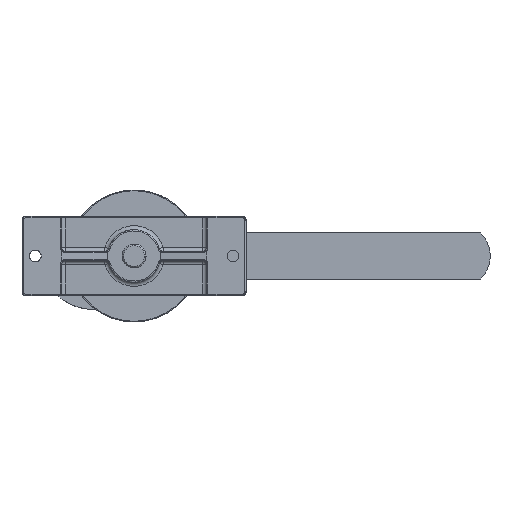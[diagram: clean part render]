
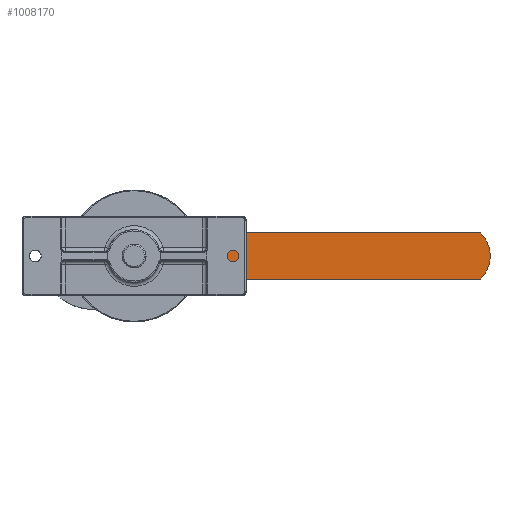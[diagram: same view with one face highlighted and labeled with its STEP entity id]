
A CAD part, left-side view. The second image highlights one B-rep face of the part: STEP entity #1008170.
In plain terms, the highlighted planar face has unit normal (-1, 0, 0).
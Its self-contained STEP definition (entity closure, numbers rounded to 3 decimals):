
#1007760=CARTESIAN_POINT('',(-20.973,4.808,
-24.181));
#1007770=DIRECTION('',(-1.,0.,0.));
#1007780=DIRECTION('',(0.,-1.,0.));
#1007790=AXIS2_PLACEMENT_3D('',#1007760,#1007770,#1007780);
#1007800=PLANE('',#1007790);
#1007810=CARTESIAN_POINT('',(-20.973,-17.5,0.));
#1007820=DIRECTION('',(0.,0.,-1.));
#1007830=VECTOR('',#1007820,1.);
#1007840=LINE('',#1007810,#1007830);
#1007850=CARTESIAN_POINT('',(-20.973,-17.5,262.854));
#1007860=VERTEX_POINT('',#1007850);
#1007870=CARTESIAN_POINT('',(-20.973,-17.5,17.854));
#1007880=VERTEX_POINT('',#1007870);
#1007890=EDGE_CURVE('',#1007860,#1007880,#1007840,.T.);
#1007900=ORIENTED_EDGE('',*,*,#1007890,.F.);
#1007910=CARTESIAN_POINT('',(-20.973,0.,0.));
#1007920=DIRECTION('',(1.,0.,0.));
#1007930=DIRECTION('',(0.,1.,0.));
#1007940=AXIS2_PLACEMENT_3D('',#1007910,#1007920,#1007930);
#1007950=CIRCLE('',#1007940,25.);
#1007960=CARTESIAN_POINT('',(-20.973,17.5,17.854));
#1007970=VERTEX_POINT('',#1007960);
#1007980=EDGE_CURVE('',#1007970,#1007880,#1007950,.T.);
#1007990=ORIENTED_EDGE('',*,*,#1007980,.T.);
#1008000=CARTESIAN_POINT('',(-20.973,17.5,0.));
#1008010=DIRECTION('',(0.,0.,-1.));
#1008020=VECTOR('',#1008010,1.);
#1008030=LINE('',#1008000,#1008020);
#1008040=CARTESIAN_POINT('',(-20.973,17.5,262.854));
#1008050=VERTEX_POINT('',#1008040);
#1008060=EDGE_CURVE('',#1008050,#1007970,#1008030,.T.);
#1008070=ORIENTED_EDGE('',*,*,#1008060,.T.);
#1008080=CARTESIAN_POINT('',(-20.973,0.,245.
));
#1008090=DIRECTION('',(-1.,0.,0.));
#1008100=DIRECTION('',(0.,-1.,0.));
#1008110=AXIS2_PLACEMENT_3D('',#1008080,#1008090,#1008100);
#1008120=CIRCLE('',#1008110,25.);
#1008130=EDGE_CURVE('',#1007860,#1008050,#1008120,.T.);
#1008140=ORIENTED_EDGE('',*,*,#1008130,.T.);
#1008150=EDGE_LOOP('',(#1008140,#1008070,#1007990,#1007900));
#1008160=FACE_OUTER_BOUND('',#1008150,.T.);
#1008170=ADVANCED_FACE('',(#1008160),#1007800,.T.);
